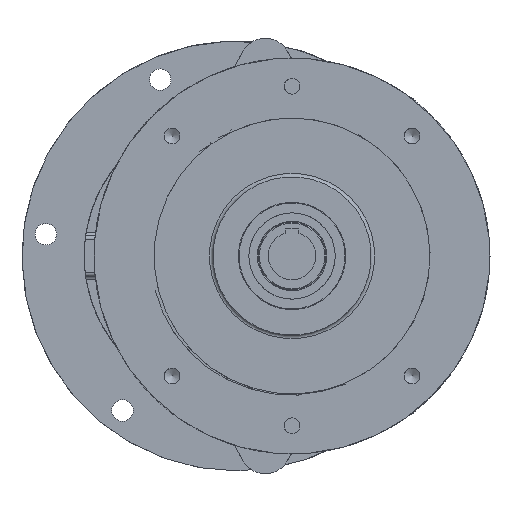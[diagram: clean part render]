
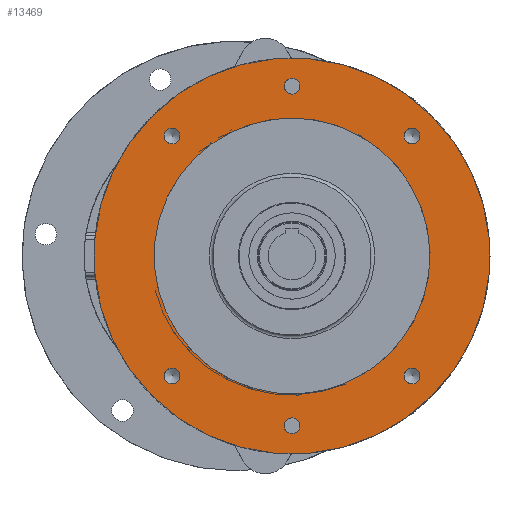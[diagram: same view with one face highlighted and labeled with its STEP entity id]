
A CAD part, left-side view. The second image highlights one B-rep face of the part: STEP entity #13469.
In plain terms, the highlighted planar face has unit normal (-1, 0, 0).
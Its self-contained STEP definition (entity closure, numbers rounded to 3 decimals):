
#731 = DIRECTION ( 'NONE',  ( 0., 0., 1. ) ) ;
#918 = ORIENTED_EDGE ( 'NONE', *, *, #17411, .F. ) ;
#928 = EDGE_LOOP ( 'NONE', ( #17647 ) ) ;
#1119 = CIRCLE ( 'NONE', #10403, 175. ) ;
#1216 = FACE_BOUND ( 'NONE', #15844, .T. ) ;
#1461 = EDGE_LOOP ( 'NONE', ( #16131 ) ) ;
#1499 = AXIS2_PLACEMENT_3D ( 'NONE', #4862, #19488, #17251 ) ;
#2049 = CARTESIAN_POINT ( 'NONE',  ( -358.5, 57.326, -106.066 ) ) ;
#2100 = ORIENTED_EDGE ( 'NONE', *, *, #20047, .F. ) ;
#2127 = CARTESIAN_POINT ( 'NONE',  ( -358.5, -154.806, -106.066 ) ) ;
#2468 = EDGE_LOOP ( 'NONE', ( #2990 ) ) ;
#2786 = EDGE_LOOP ( 'NONE', ( #7671 ) ) ;
#2828 = DIRECTION ( 'NONE',  ( -1., 0., 0. ) ) ;
#2990 = ORIENTED_EDGE ( 'NONE', *, *, #14023, .T. ) ;
#3560 = FACE_OUTER_BOUND ( 'NONE', #2468, .T. ) ;
#3853 = AXIS2_PLACEMENT_3D ( 'NONE', #22019, #20205, #731 ) ;
#4600 = DIRECTION ( 'NONE',  ( 0., 0.707, 0.707 ) ) ;
#4606 = CIRCLE ( 'NONE', #8613, 7. ) ;
#4744 = DIRECTION ( 'NONE',  ( -1., 0., 0. ) ) ;
#4843 = CARTESIAN_POINT ( 'NONE',  ( -358.5, 62.276, 111.016 ) ) ;
#4862 = CARTESIAN_POINT ( 'NONE',  ( -358.5, 57.326, 106.066 ) ) ;
#5092 = FACE_BOUND ( 'NONE', #2786, .T. ) ;
#5351 = EDGE_CURVE ( 'NONE', #16551, #16551, #23166, .T. ) ;
#6112 = DIRECTION ( 'NONE',  ( -1., 0., 0. ) ) ;
#6498 = CIRCLE ( 'NONE', #3853, 122. ) ;
#6505 = CARTESIAN_POINT ( 'NONE',  ( -358.5, -154.806, 106.066 ) ) ;
#7671 = ORIENTED_EDGE ( 'NONE', *, *, #23290, .F. ) ;
#7688 = CIRCLE ( 'NONE', #15264, 7. ) ;
#7705 = FACE_BOUND ( 'NONE', #928, .T. ) ;
#7744 = ORIENTED_EDGE ( 'NONE', *, *, #22863, .F. ) ;
#7904 = CARTESIAN_POINT ( 'NONE',  ( -358.5, 75.004, 123.744 ) ) ;
#7911 = DIRECTION ( 'NONE',  ( 0., 0.707, 0.707 ) ) ;
#8137 = AXIS2_PLACEMENT_3D ( 'NONE', #11761, #17893, #24717 ) ;
#8175 = VERTEX_POINT ( 'NONE', #15000 ) ;
#8613 = AXIS2_PLACEMENT_3D ( 'NONE', #6505, #6112, #22981 ) ;
#10271 = VERTEX_POINT ( 'NONE', #27297 ) ;
#10403 = AXIS2_PLACEMENT_3D ( 'NONE', #11106, #13452, #15693 ) ;
#10509 = DIRECTION ( 'NONE',  ( 0., 0.707, 0.707 ) ) ;
#11022 = CARTESIAN_POINT ( 'NONE',  ( -358.5, -48.74, -150. ) ) ;
#11106 = CARTESIAN_POINT ( 'NONE',  ( -358.5, -48.74, 0. ) ) ;
#11761 = CARTESIAN_POINT ( 'NONE',  ( -358.5, -172.484, 123.744 ) ) ;
#13452 = DIRECTION ( 'NONE',  ( -1., 0., 0. ) ) ;
#13469 = ADVANCED_FACE ( 'NONE', ( #7705, #22642, #14123, #22509, #1216, #5092, #3560, #13564 ), #24302, .T. ) ;
#13564 = FACE_BOUND ( 'NONE', #13571, .T. ) ;
#13571 = EDGE_LOOP ( 'NONE', ( #918 ) ) ;
#13829 = EDGE_CURVE ( 'NONE', #23111, #23111, #4606, .T. ) ;
#14023 = EDGE_CURVE ( 'NONE', #14454, #14454, #1119, .T. ) ;
#14123 = FACE_BOUND ( 'NONE', #27003, .T. ) ;
#14454 = VERTEX_POINT ( 'NONE', #7904 ) ;
#15000 = CARTESIAN_POINT ( 'NONE',  ( -358.5, -43.79, 154.95 ) ) ;
#15264 = AXIS2_PLACEMENT_3D ( 'NONE', #2049, #20977, #10509 ) ;
#15277 = VERTEX_POINT ( 'NONE', #23789 ) ;
#15693 = DIRECTION ( 'NONE',  ( 0., 0.707, 0.707 ) ) ;
#15844 = EDGE_LOOP ( 'NONE', ( #2100 ) ) ;
#16131 = ORIENTED_EDGE ( 'NONE', *, *, #17618, .F. ) ;
#16551 = VERTEX_POINT ( 'NONE', #23382 ) ;
#17251 = DIRECTION ( 'NONE',  ( 0., 0.707, 0.707 ) ) ;
#17411 = EDGE_CURVE ( 'NONE', #10271, #10271, #6498, .T. ) ;
#17618 = EDGE_CURVE ( 'NONE', #8175, #8175, #24763, .T. ) ;
#17647 = ORIENTED_EDGE ( 'NONE', *, *, #5351, .F. ) ;
#17834 = AXIS2_PLACEMENT_3D ( 'NONE', #2127, #4744, #4600 ) ;
#17893 = DIRECTION ( 'NONE',  ( -1., 0., 0. ) ) ;
#18801 = CIRCLE ( 'NONE', #24592, 7. ) ;
#19488 = DIRECTION ( 'NONE',  ( -1., 0., 0. ) ) ;
#19951 = DIRECTION ( 'NONE',  ( 0., 0.707, 0.707 ) ) ;
#20047 = EDGE_CURVE ( 'NONE', #21574, #21574, #23266, .T. ) ;
#20205 = DIRECTION ( 'NONE',  ( -1., 0., 0. ) ) ;
#20308 = AXIS2_PLACEMENT_3D ( 'NONE', #22447, #27034, #7911 ) ;
#20977 = DIRECTION ( 'NONE',  ( -1., 0., 0. ) ) ;
#21295 = CARTESIAN_POINT ( 'NONE',  ( -358.5, 62.276, -101.116 ) ) ;
#21574 = VERTEX_POINT ( 'NONE', #4843 ) ;
#22019 = CARTESIAN_POINT ( 'NONE',  ( -358.5, -48.74, 0. ) ) ;
#22447 = CARTESIAN_POINT ( 'NONE',  ( -358.5, -48.74, 150. ) ) ;
#22509 = FACE_BOUND ( 'NONE', #1461, .T. ) ;
#22642 = FACE_BOUND ( 'NONE', #24812, .T. ) ;
#22830 = CARTESIAN_POINT ( 'NONE',  ( -358.5, -149.856, 111.016 ) ) ;
#22863 = EDGE_CURVE ( 'NONE', #15277, #15277, #18801, .T. ) ;
#22981 = DIRECTION ( 'NONE',  ( 0., 0.707, 0.707 ) ) ;
#23111 = VERTEX_POINT ( 'NONE', #22830 ) ;
#23166 = CIRCLE ( 'NONE', #17834, 7. ) ;
#23266 = CIRCLE ( 'NONE', #1499, 7. ) ;
#23290 = EDGE_CURVE ( 'NONE', #24056, #24056, #7688, .T. ) ;
#23382 = CARTESIAN_POINT ( 'NONE',  ( -358.5, -149.856, -101.116 ) ) ;
#23789 = CARTESIAN_POINT ( 'NONE',  ( -358.5, -43.79, -145.05 ) ) ;
#24056 = VERTEX_POINT ( 'NONE', #21295 ) ;
#24302 = PLANE ( 'NONE',  #8137 ) ;
#24592 = AXIS2_PLACEMENT_3D ( 'NONE', #11022, #2828, #19951 ) ;
#24611 = ORIENTED_EDGE ( 'NONE', *, *, #13829, .F. ) ;
#24717 = DIRECTION ( 'NONE',  ( 0., 0.707, 0.707 ) ) ;
#24763 = CIRCLE ( 'NONE', #20308, 7. ) ;
#24812 = EDGE_LOOP ( 'NONE', ( #24611 ) ) ;
#27003 = EDGE_LOOP ( 'NONE', ( #7744 ) ) ;
#27034 = DIRECTION ( 'NONE',  ( -1., 0., 0. ) ) ;
#27297 = CARTESIAN_POINT ( 'NONE',  ( -358.5, -48.74, 122. ) ) ;
